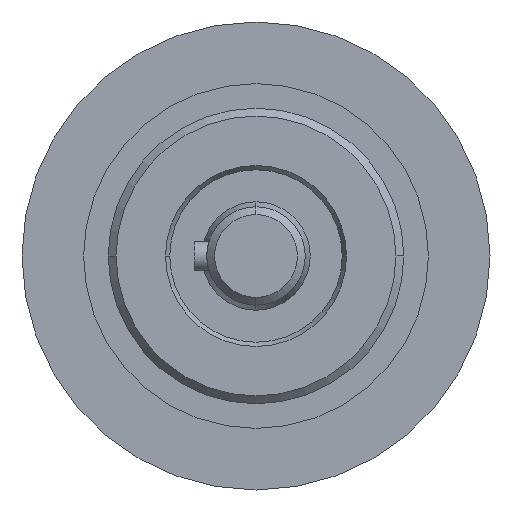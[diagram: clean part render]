
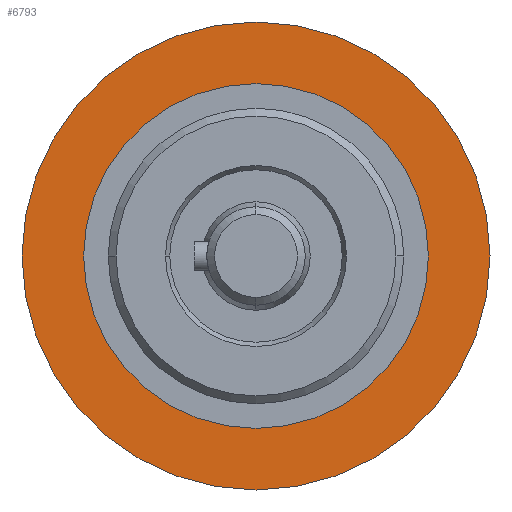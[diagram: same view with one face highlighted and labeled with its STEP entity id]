
A CAD part, left-side view. The second image highlights one B-rep face of the part: STEP entity #6793.
In plain terms, the highlighted planar face has unit normal (-1, 0, 0).
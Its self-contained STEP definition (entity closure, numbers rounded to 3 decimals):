
#1085 = CYLINDRICAL_SURFACE('',#1086,47.5);
#1086 = AXIS2_PLACEMENT_3D('',#1087,#1088,#1089);
#1087 = CARTESIAN_POINT('',(-75.25,0.,0.));
#1088 = DIRECTION('',(1.,0.,0.));
#1089 = DIRECTION('',(-0.,1.,0.));
#1136 = CYLINDRICAL_SURFACE('',#1137,47.5);
#1137 = AXIS2_PLACEMENT_3D('',#1138,#1139,#1140);
#1138 = CARTESIAN_POINT('',(-75.25,0.,0.));
#1139 = DIRECTION('',(1.,0.,0.));
#1140 = DIRECTION('',(-0.,1.,0.));
#1218 = VERTEX_POINT('',#1219);
#1219 = CARTESIAN_POINT('',(-77.,47.5,0.));
#1242 = EDGE_CURVE('',#1218,#1243,#1245,.T.);
#1243 = VERTEX_POINT('',#1244);
#1244 = CARTESIAN_POINT('',(-77.,-47.5,0.));
#1245 = SURFACE_CURVE('',#1246,(#1251,#1258),.PCURVE_S1.);
#1246 = CIRCLE('',#1247,47.5);
#1247 = AXIS2_PLACEMENT_3D('',#1248,#1249,#1250);
#1248 = CARTESIAN_POINT('',(-77.,0.,0.));
#1249 = DIRECTION('',(1.,0.,0.));
#1250 = DIRECTION('',(-0.,1.,0.));
#1251 = PCURVE('',#1085,#1252);
#1252 = DEFINITIONAL_REPRESENTATION('',(#1253),#1257);
#1253 = LINE('',#1254,#1255);
#1254 = CARTESIAN_POINT('',(0.,-1.75));
#1255 = VECTOR('',#1256,1.);
#1256 = DIRECTION('',(1.,0.));
#1257 = ( GEOMETRIC_REPRESENTATION_CONTEXT(2) 
PARAMETRIC_REPRESENTATION_CONTEXT() REPRESENTATION_CONTEXT('2D SPACE',''
  ) );
#1258 = PCURVE('',#1259,#1264);
#1259 = PLANE('',#1260);
#1260 = AXIS2_PLACEMENT_3D('',#1261,#1262,#1263);
#1261 = CARTESIAN_POINT('',(-77.,41.25,0.));
#1262 = DIRECTION('',(-1.,0.,0.));
#1263 = DIRECTION('',(0.,0.,1.));
#1264 = DEFINITIONAL_REPRESENTATION('',(#1265),#1273);
#1265 = ( BOUNDED_CURVE() B_SPLINE_CURVE(2,(#1266,#1267,#1268,#1269,
#1270,#1271,#1272),.UNSPECIFIED.,.T.,.F.) B_SPLINE_CURVE_WITH_KNOTS((1,2
    ,2,2,2,1),(-2.094,0.,2.094,4.189,
6.283,8.378),.UNSPECIFIED.) CURVE() 
GEOMETRIC_REPRESENTATION_ITEM() RATIONAL_B_SPLINE_CURVE((1.,0.5,1.,0.5,
1.,0.5,1.)) REPRESENTATION_ITEM('') );
#1266 = CARTESIAN_POINT('',(0.,6.25));
#1267 = CARTESIAN_POINT('',(82.272,6.25));
#1268 = CARTESIAN_POINT('',(41.136,-65.));
#1269 = CARTESIAN_POINT('',(0.,-136.25));
#1270 = CARTESIAN_POINT('',(-41.136,-65.));
#1271 = CARTESIAN_POINT('',(-82.272,6.25));
#1272 = CARTESIAN_POINT('',(0.,6.25));
#1273 = ( GEOMETRIC_REPRESENTATION_CONTEXT(2) 
PARAMETRIC_REPRESENTATION_CONTEXT() REPRESENTATION_CONTEXT('2D SPACE',''
  ) );
#1356 = CYLINDRICAL_SURFACE('',#1357,35.);
#1357 = AXIS2_PLACEMENT_3D('',#1358,#1359,#1360);
#1358 = CARTESIAN_POINT('',(-74.75,0.,0.));
#1359 = DIRECTION('',(1.,0.,0.));
#1360 = DIRECTION('',(-0.,1.,0.));
#1385 = VERTEX_POINT('',#1386);
#1386 = CARTESIAN_POINT('',(-77.,-35.,0.));
#1400 = CYLINDRICAL_SURFACE('',#1401,35.);
#1401 = AXIS2_PLACEMENT_3D('',#1402,#1403,#1404);
#1402 = CARTESIAN_POINT('',(-74.75,0.,0.));
#1403 = DIRECTION('',(1.,0.,0.));
#1404 = DIRECTION('',(-0.,1.,0.));
#1412 = EDGE_CURVE('',#1385,#1413,#1415,.T.);
#1413 = VERTEX_POINT('',#1414);
#1414 = CARTESIAN_POINT('',(-77.,35.,0.));
#1415 = SURFACE_CURVE('',#1416,(#1421,#1428),.PCURVE_S1.);
#1416 = CIRCLE('',#1417,35.);
#1417 = AXIS2_PLACEMENT_3D('',#1418,#1419,#1420);
#1418 = CARTESIAN_POINT('',(-77.,0.,0.));
#1419 = DIRECTION('',(1.,0.,0.));
#1420 = DIRECTION('',(-0.,1.,0.));
#1421 = PCURVE('',#1356,#1422);
#1422 = DEFINITIONAL_REPRESENTATION('',(#1423),#1427);
#1423 = LINE('',#1424,#1425);
#1424 = CARTESIAN_POINT('',(0.,-2.25));
#1425 = VECTOR('',#1426,1.);
#1426 = DIRECTION('',(1.,0.));
#1427 = ( GEOMETRIC_REPRESENTATION_CONTEXT(2) 
PARAMETRIC_REPRESENTATION_CONTEXT() REPRESENTATION_CONTEXT('2D SPACE',''
  ) );
#1428 = PCURVE('',#1259,#1429);
#1429 = DEFINITIONAL_REPRESENTATION('',(#1430),#1438);
#1430 = ( BOUNDED_CURVE() B_SPLINE_CURVE(2,(#1431,#1432,#1433,#1434,
#1435,#1436,#1437),.UNSPECIFIED.,.T.,.F.) B_SPLINE_CURVE_WITH_KNOTS((1,2
    ,2,2,2,1),(-2.094,0.,2.094,4.189,
6.283,8.378),.UNSPECIFIED.) CURVE() 
GEOMETRIC_REPRESENTATION_ITEM() RATIONAL_B_SPLINE_CURVE((1.,0.5,1.,0.5,
1.,0.5,1.)) REPRESENTATION_ITEM('') );
#1431 = CARTESIAN_POINT('',(0.,-6.25));
#1432 = CARTESIAN_POINT('',(60.622,-6.25));
#1433 = CARTESIAN_POINT('',(30.311,-58.75));
#1434 = CARTESIAN_POINT('',(0.,-111.25));
#1435 = CARTESIAN_POINT('',(-30.311,-58.75));
#1436 = CARTESIAN_POINT('',(-60.622,-6.25));
#1437 = CARTESIAN_POINT('',(0.,-6.25));
#1438 = ( GEOMETRIC_REPRESENTATION_CONTEXT(2) 
PARAMETRIC_REPRESENTATION_CONTEXT() REPRESENTATION_CONTEXT('2D SPACE',''
  ) );
#6765 = EDGE_CURVE('',#1413,#1385,#6766,.T.);
#6766 = SURFACE_CURVE('',#6767,(#6772,#6779),.PCURVE_S1.);
#6767 = CIRCLE('',#6768,35.);
#6768 = AXIS2_PLACEMENT_3D('',#6769,#6770,#6771);
#6769 = CARTESIAN_POINT('',(-77.,0.,0.));
#6770 = DIRECTION('',(1.,0.,0.));
#6771 = DIRECTION('',(-0.,1.,0.));
#6772 = PCURVE('',#1400,#6773);
#6773 = DEFINITIONAL_REPRESENTATION('',(#6774),#6778);
#6774 = LINE('',#6775,#6776);
#6775 = CARTESIAN_POINT('',(0.,-2.25));
#6776 = VECTOR('',#6777,1.);
#6777 = DIRECTION('',(1.,0.));
#6778 = ( GEOMETRIC_REPRESENTATION_CONTEXT(2) 
PARAMETRIC_REPRESENTATION_CONTEXT() REPRESENTATION_CONTEXT('2D SPACE',''
  ) );
#6779 = PCURVE('',#1259,#6780);
#6780 = DEFINITIONAL_REPRESENTATION('',(#6781),#6789);
#6781 = ( BOUNDED_CURVE() B_SPLINE_CURVE(2,(#6782,#6783,#6784,#6785,
#6786,#6787,#6788),.UNSPECIFIED.,.T.,.F.) B_SPLINE_CURVE_WITH_KNOTS((1,2
    ,2,2,2,1),(-2.094,0.,2.094,4.189,
6.283,8.378),.UNSPECIFIED.) CURVE() 
GEOMETRIC_REPRESENTATION_ITEM() RATIONAL_B_SPLINE_CURVE((1.,0.5,1.,0.5,
1.,0.5,1.)) REPRESENTATION_ITEM('') );
#6782 = CARTESIAN_POINT('',(0.,-6.25));
#6783 = CARTESIAN_POINT('',(60.622,-6.25));
#6784 = CARTESIAN_POINT('',(30.311,-58.75));
#6785 = CARTESIAN_POINT('',(0.,-111.25));
#6786 = CARTESIAN_POINT('',(-30.311,-58.75));
#6787 = CARTESIAN_POINT('',(-60.622,-6.25));
#6788 = CARTESIAN_POINT('',(0.,-6.25));
#6789 = ( GEOMETRIC_REPRESENTATION_CONTEXT(2) 
PARAMETRIC_REPRESENTATION_CONTEXT() REPRESENTATION_CONTEXT('2D SPACE',''
  ) );
#6793 = ADVANCED_FACE('',(#6794,#6823),#1259,.T.);
#6794 = FACE_BOUND('',#6795,.T.);
#6795 = EDGE_LOOP('',(#6796,#6797));
#6796 = ORIENTED_EDGE('',*,*,#1242,.F.);
#6797 = ORIENTED_EDGE('',*,*,#6798,.F.);
#6798 = EDGE_CURVE('',#1243,#1218,#6799,.T.);
#6799 = SURFACE_CURVE('',#6800,(#6805,#6816),.PCURVE_S1.);
#6800 = CIRCLE('',#6801,47.5);
#6801 = AXIS2_PLACEMENT_3D('',#6802,#6803,#6804);
#6802 = CARTESIAN_POINT('',(-77.,0.,0.));
#6803 = DIRECTION('',(1.,0.,0.));
#6804 = DIRECTION('',(-0.,1.,0.));
#6805 = PCURVE('',#1259,#6806);
#6806 = DEFINITIONAL_REPRESENTATION('',(#6807),#6815);
#6807 = ( BOUNDED_CURVE() B_SPLINE_CURVE(2,(#6808,#6809,#6810,#6811,
#6812,#6813,#6814),.UNSPECIFIED.,.T.,.F.) B_SPLINE_CURVE_WITH_KNOTS((1,2
    ,2,2,2,1),(-2.094,0.,2.094,4.189,
6.283,8.378),.UNSPECIFIED.) CURVE() 
GEOMETRIC_REPRESENTATION_ITEM() RATIONAL_B_SPLINE_CURVE((1.,0.5,1.,0.5,
1.,0.5,1.)) REPRESENTATION_ITEM('') );
#6808 = CARTESIAN_POINT('',(0.,6.25));
#6809 = CARTESIAN_POINT('',(82.272,6.25));
#6810 = CARTESIAN_POINT('',(41.136,-65.));
#6811 = CARTESIAN_POINT('',(0.,-136.25));
#6812 = CARTESIAN_POINT('',(-41.136,-65.));
#6813 = CARTESIAN_POINT('',(-82.272,6.25));
#6814 = CARTESIAN_POINT('',(0.,6.25));
#6815 = ( GEOMETRIC_REPRESENTATION_CONTEXT(2) 
PARAMETRIC_REPRESENTATION_CONTEXT() REPRESENTATION_CONTEXT('2D SPACE',''
  ) );
#6816 = PCURVE('',#1136,#6817);
#6817 = DEFINITIONAL_REPRESENTATION('',(#6818),#6822);
#6818 = LINE('',#6819,#6820);
#6819 = CARTESIAN_POINT('',(0.,-1.75));
#6820 = VECTOR('',#6821,1.);
#6821 = DIRECTION('',(1.,0.));
#6822 = ( GEOMETRIC_REPRESENTATION_CONTEXT(2) 
PARAMETRIC_REPRESENTATION_CONTEXT() REPRESENTATION_CONTEXT('2D SPACE',''
  ) );
#6823 = FACE_BOUND('',#6824,.T.);
#6824 = EDGE_LOOP('',(#6825,#6826));
#6825 = ORIENTED_EDGE('',*,*,#6765,.T.);
#6826 = ORIENTED_EDGE('',*,*,#1412,.T.);
